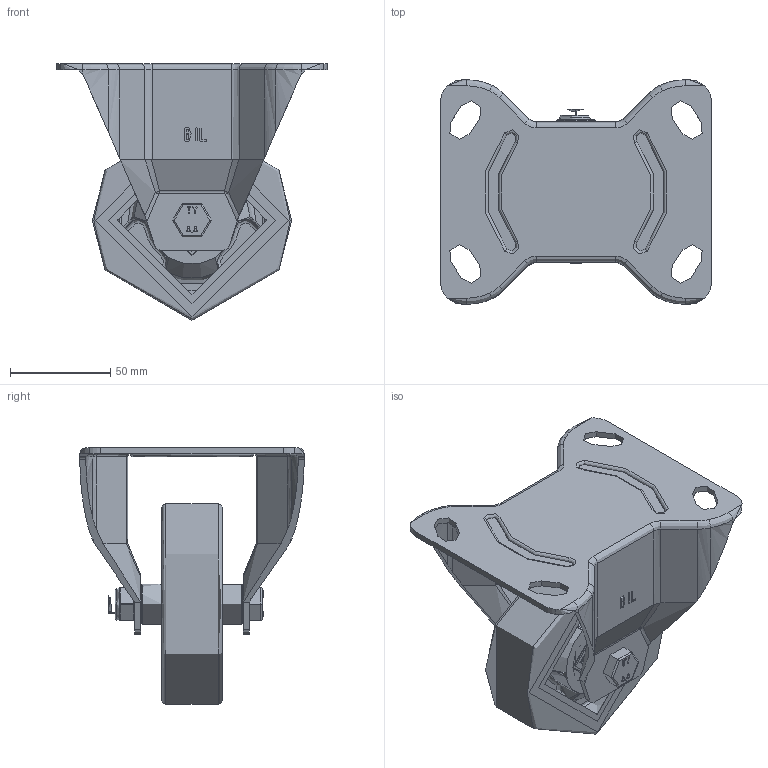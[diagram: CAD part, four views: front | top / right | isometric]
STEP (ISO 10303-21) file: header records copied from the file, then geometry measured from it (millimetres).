
FILE_DESCRIPTION(/* description */ (''),/* implementation_level */ '2;1');
FILE_NAME(/* name */ 'BZEHF100PTBJLP.step',/* time_stamp */ '2025-06-30T09:02:50+01:00',/* author */ (''),/* organization */ (''),/* preprocessor_version */ 'ST-DEVELOPER v20.1',/* originating_system */ 'Autodesk Translation Framework v14.10.0.0',/* authorisation */ '');
FILE_SCHEMA (('AUTOMOTIVE_DESIGN { 1 0 10303 214 3 1 1 }'));
Length unit declared in the file: millimetre
Products named in the file (27): BZEHF100PTBJLP; BZEHF100ASLP v1; ZINC PLATED, PRESSED STEEL BRACKET; BZH100WPTBJM15 v1; CAST IRON RIM; POLYURETHANE TYRE; BEARING 6202; Pattern; BEARING 6202 (1); Pattern (1); Component1; METAL; METAL2; MIDDLE; RUBBER; RUBBER2; BEARING SPACER; TH15X10X10 v1; ZINC PLATED HEADED SPACER; TH15X10X10 v1 (1); ZINC PLATED HEADED SPACER (1); HEXBOLTM10X70Z8.8 v2; GRADE 8.8 THREADED ZINC PLATED BOLT; NYLOCM10Z v1; NYLOC NUT; RUBBER (1); NUT
Assembly tree (46 placements, depth 5):
  BZEHF100PTBJLP
    BZEHF100ASLP v1
      ZINC PLATED, PRESSED STEEL BRACKET
    BZH100WPTBJM15 v1
      CAST IRON RIM
      POLYURETHANE TYRE
      BEARING 6202
        METAL
        METAL2
        Pattern
          Component1  x8
        MIDDLE
        RUBBER
        RUBBER2
      BEARING 6202 (1)
        Pattern (1)
          Component1  x8
        METAL
        METAL2
        MIDDLE
        RUBBER
        RUBBER2
      BEARING SPACER
    TH15X10X10 v1
      ZINC PLATED HEADED SPACER
    TH15X10X10 v1 (1)
      ZINC PLATED HEADED SPACER (1)
    HEXBOLTM10X70Z8.8 v2
      GRADE 8.8 THREADED ZINC PLATED BOLT
    NYLOCM10Z v1
      NYLOC NUT
        RUBBER (1)
        NUT
Bounding box: 135 x 112 x 128 mm (x, y, z)
Volume: 253184.2 mm3; surface area: 134248.6 mm2
Topology: 35 solids, 35 shells, 1288 faces, 3227 edges, 2083 vertices
Faces by surface type: plane 432, bspline 404, cylinder 269, torus 115, sphere 60, cone 8
Full cylindrical faces by diameter (mm): 8.141 x18, 9.85 x19, 10 x3, 10.2 x2, 10.5 x2, 12 x2, 14.75 x2, 15 x3, 16 x2, 18 x2, 19 x1, 20 x10, 22.5 x4, 23 x4, 30 x8, 30.5 x4, 31 x8, 32 x3, 35 x4, 74.5 x2, 83 x2, 100 x1
Entity records: 60012 total; most frequent: CARTESIAN_POINT 38217, ORIENTED_EDGE 4640, DIRECTION 3872, EDGE_CURVE 2320, AXIS2_PLACEMENT_3D 1497, VERTEX_POINT 1495, EDGE_LOOP 1083, FACE_OUTER_BOUND 943
